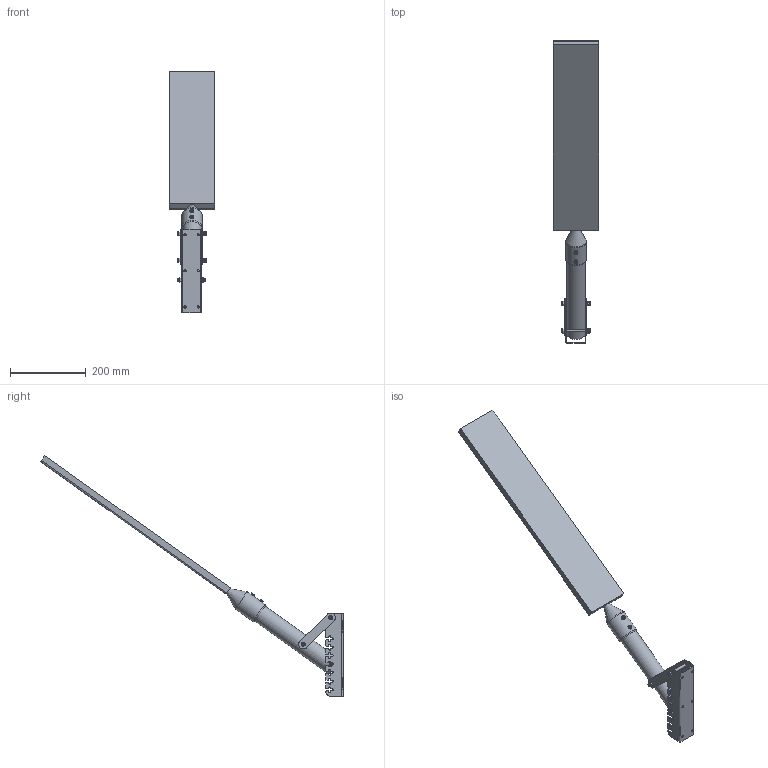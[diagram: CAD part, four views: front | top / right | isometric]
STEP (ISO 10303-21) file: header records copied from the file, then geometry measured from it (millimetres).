
FILE_DESCRIPTION(('FreeCAD Model'),'2;1');
FILE_NAME('Open CASCADE Shape Model','2025-04-30T10:36:43',('FreeCAD'),( 'FreeCAD'),'Open CASCADE STEP processor 7.6','FreeCAD','Unknown');
FILE_SCHEMA(('AUTOMOTIVE_DESIGN { 1 0 10303 214 1 1 1 1 }'));
Length unit declared in the file: millimetre
Products named in the file (1): Open CASCADE STEP translator 7.6 1
Bounding box: 120 x 795.17 x 635.09 mm (x, y, z)
Volume: 1781870.2 mm3; surface area: 359967.5 mm2
Topology: 16 solids, 16 shells, 490 faces, 1240 edges, 786 vertices
Faces by surface type: plane 255, cylinder 132, cone 89, torus 13, bspline 1
Full cylindrical faces by diameter (mm): 4 x2, 4.917 x6, 6 x23, 6.75 x6, 10 x8, 38 x1, 48 x1, 50.5 x1, 55 x1
Entity records: 19696 total; most frequent: CARTESIAN_POINT 8063, ORIENTED_EDGE 2476, DIRECTION 2310, EDGE_CURVE 1238, AXIS2_PLACEMENT_3D 850, VERTEX_POINT 786, LINE 610, VECTOR 610
